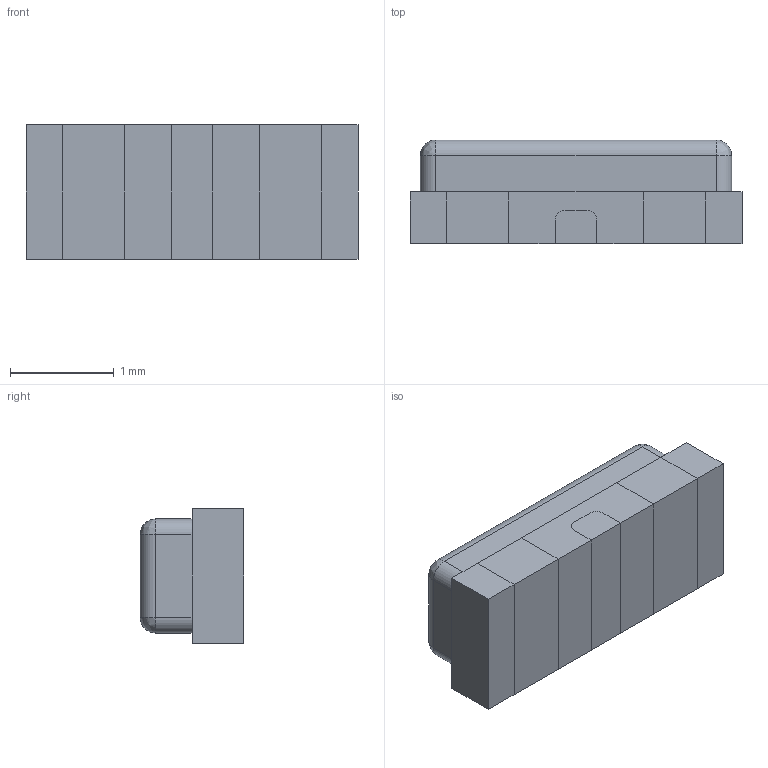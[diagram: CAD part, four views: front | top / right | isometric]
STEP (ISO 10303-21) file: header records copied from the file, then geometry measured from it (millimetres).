
FILE_DESCRIPTION (( 'STEP AP214' ), '1' );
FILE_NAME ('CSTCE20M0V53-R0.STEP', '2020-07-23T16:42:30', ( '' ), ( '' ), 'SwSTEP 2.0', 'SolidWorks 2017', '' );
FILE_SCHEMA (( 'AUTOMOTIVE_DESIGN' ));
Length unit declared in the file: millimetre
Products named in the file (1): CSTCE20M0V53-R0
Bounding box: 3.2 x 1 x 1.3 mm (x, y, z)
Volume: 3.7 mm3; surface area: 30.5 mm2
Topology: 7 solids, 7 shells, 62 faces, 136 edges, 84 vertices
Faces by surface type: plane 46, cylinder 12, bspline 4
Entity records: 1776 total; most frequent: CARTESIAN_POINT 339, DIRECTION 274, ORIENTED_EDGE 264, EDGE_CURVE 132, VECTOR 108, LINE 108, VERTEX_POINT 84, AXIS2_PLACEMENT_3D 83
